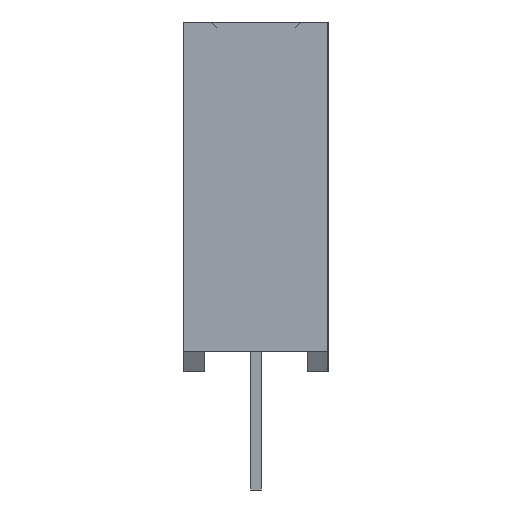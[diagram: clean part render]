
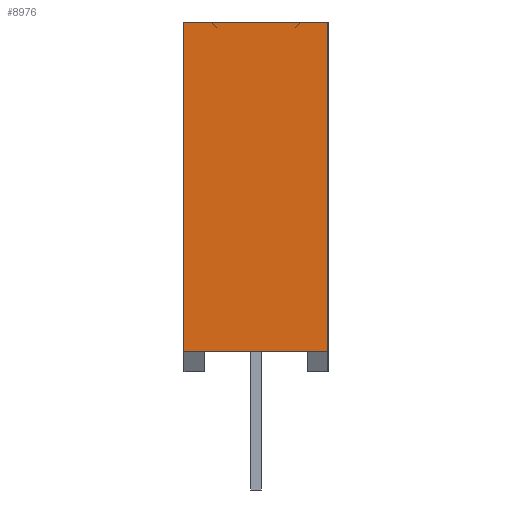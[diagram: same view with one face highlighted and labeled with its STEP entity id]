
A CAD part, left-side view. The second image highlights one B-rep face of the part: STEP entity #8976.
In plain terms, the highlighted planar face has unit normal (-1, 0, 0).
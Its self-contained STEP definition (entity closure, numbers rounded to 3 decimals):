
#141=FACE_OUTER_BOUND('',#661,.T.);
#661=EDGE_LOOP('',(#6218,#6219,#6220,#6221));
#1092=LINE('',#12069,#2304);
#1234=LINE('',#12353,#2446);
#1306=LINE('',#12497,#2518);
#1437=LINE('',#12741,#2649);
#2304=VECTOR('',#9885,3.556);
#2446=VECTOR('',#10031,8.128);
#2518=VECTOR('',#10105,3.556);
#2649=VECTOR('',#10242,8.128);
#3516=VERTEX_POINT('',#12066);
#3517=VERTEX_POINT('',#12068);
#3657=VERTEX_POINT('',#12351);
#3728=VERTEX_POINT('',#12495);
#4300=EDGE_CURVE('',#3517,#3516,#1092,.T.);
#4442=EDGE_CURVE('',#3516,#3657,#1234,.T.);
#4514=EDGE_CURVE('',#3728,#3657,#1306,.T.);
#4645=EDGE_CURVE('',#3517,#3728,#1437,.T.);
#6218=ORIENTED_EDGE('',*,*,#4300,.T.);
#6219=ORIENTED_EDGE('',*,*,#4442,.T.);
#6220=ORIENTED_EDGE('',*,*,#4514,.F.);
#6221=ORIENTED_EDGE('',*,*,#4645,.F.);
#8007=PLANE('',#9468);
#8976=ADVANCED_FACE('',(#141),#8007,.T.);
#9468=AXIS2_PLACEMENT_3D('',#13004,#10506,#10507);
#9885=DIRECTION('',(0.,1.,0.));
#10031=DIRECTION('',(0.,0.,-1.));
#10105=DIRECTION('',(0.,1.,0.));
#10242=DIRECTION('',(0.,0.,-1.));
#10506=DIRECTION('center_axis',(-1.,0.,0.));
#10507=DIRECTION('ref_axis',(0.,1.,0.));
#12066=CARTESIAN_POINT('',(-22.86,1.778,0.));
#12068=CARTESIAN_POINT('',(-22.86,-1.778,0.));
#12069=CARTESIAN_POINT('',(-22.86,-1.778,0.));
#12351=CARTESIAN_POINT('',(-22.86,1.778,-8.128));
#12353=CARTESIAN_POINT('',(-22.86,1.778,0.));
#12495=CARTESIAN_POINT('',(-22.86,-1.778,-8.128));
#12497=CARTESIAN_POINT('',(-22.86,-1.778,-8.128));
#12741=CARTESIAN_POINT('',(-22.86,-1.778,0.));
#13004=CARTESIAN_POINT('Origin',(-22.86,-1.778,0.));
